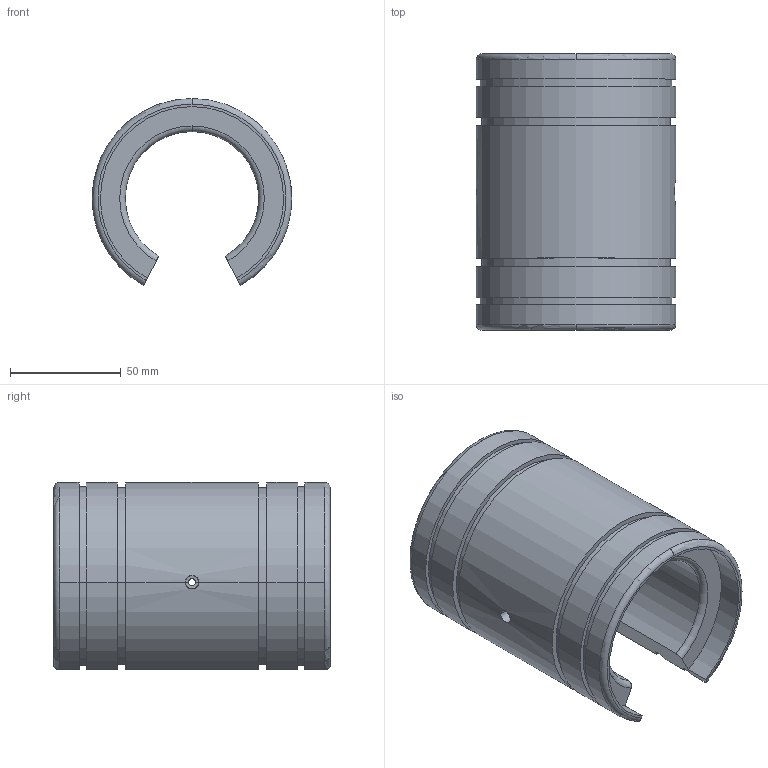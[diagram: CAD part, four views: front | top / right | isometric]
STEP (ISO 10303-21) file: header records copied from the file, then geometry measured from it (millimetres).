
FILE_DESCRIPTION((''),'2;1');
FILE_NAME('LX60.stp','2015-06-23T10:37:42',('pfALLON'),(''),'Autodesk Inventor (tm) 5.3','Autodesk Inventor (tm) 5.3','');
FILE_SCHEMA(('CONFIG_CONTROL_DESIGN'));
Length unit declared in the file: inch
Products named in the file (1): LX60
Bounding box: 89.93 x 124.68 x 84.29 mm (x, y, z)
Volume: 311514.3 mm3; surface area: 62782.3 mm2
Topology: 1 solids, 1 shells, 63 faces, 192 edges, 127 vertices
Faces by surface type: cylinder 38, plane 14, torus 8, bspline 3
Entity records: 2561 total; most frequent: CARTESIAN_POINT 708, ORIENTED_EDGE 384, DIRECTION 378, EDGE_CURVE 192, AXIS2_PLACEMENT_3D 149, VERTEX_POINT 127, CIRCLE 88, VECTOR 80
